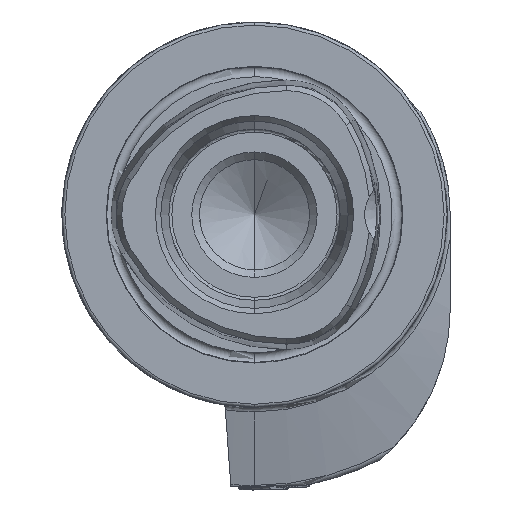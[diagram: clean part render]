
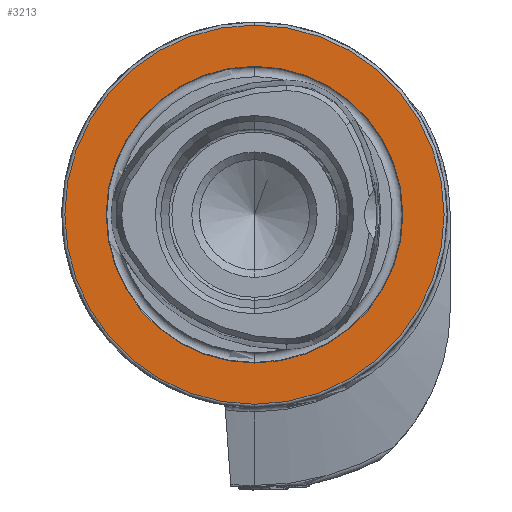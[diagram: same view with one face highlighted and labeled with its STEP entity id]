
A CAD part, left-side view. The second image highlights one B-rep face of the part: STEP entity #3213.
In plain terms, the highlighted planar face has unit normal (-1, 0, 0).
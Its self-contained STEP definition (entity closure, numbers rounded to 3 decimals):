
#59 = CARTESIAN_POINT ( 'NONE',  ( 0., 0., -24.25 ) ) ;
#89 = CARTESIAN_POINT ( 'NONE',  ( 0., 0., 0. ) ) ;
#282 = DIRECTION ( 'NONE',  ( 1., 0., 0. ) ) ;
#310 = CARTESIAN_POINT ( 'NONE',  ( 0., 0., 0. ) ) ;
#949 = DIRECTION ( 'NONE',  ( 0., 0., 1. ) ) ;
#1016 = FACE_BOUND ( 'NONE', #10794, .T. ) ;
#1157 = DIRECTION ( 'NONE',  ( 0., 0., 1. ) ) ;
#1360 = ORIENTED_EDGE ( 'NONE', *, *, #6396, .F. ) ;
#2469 = CARTESIAN_POINT ( 'NONE',  ( 0., 0., 0. ) ) ;
#2784 = VERTEX_POINT ( 'NONE', #3015 ) ;
#3015 = CARTESIAN_POINT ( 'NONE',  ( 0., 0., 31. ) ) ;
#3213 = ADVANCED_FACE ( 'NONE', ( #1016, #9702 ), #5310, .F. ) ;
#3322 = DIRECTION ( 'NONE',  ( 0., 0., 1. ) ) ;
#3386 = ORIENTED_EDGE ( 'NONE', *, *, #9986, .T. ) ;
#3470 = CIRCLE ( 'NONE', #4074, 31. ) ;
#3548 = AXIS2_PLACEMENT_3D ( 'NONE', #310, #6190, #1157 ) ;
#3568 = CARTESIAN_POINT ( 'NONE',  ( 0., 0., 24.25 ) ) ;
#3782 = CARTESIAN_POINT ( 'NONE',  ( 0., 0., 0. ) ) ;
#3783 = EDGE_CURVE ( 'NONE', #8952, #10810, #6014, .T. ) ;
#3922 = CIRCLE ( 'NONE', #8222, 24.25 ) ;
#3952 = CIRCLE ( 'NONE', #3548, 31. ) ;
#4074 = AXIS2_PLACEMENT_3D ( 'NONE', #89, #5996, #949 ) ;
#4333 = EDGE_CURVE ( 'NONE', #9683, #2784, #3952, .T. ) ;
#4380 = ORIENTED_EDGE ( 'NONE', *, *, #3783, .F. ) ;
#4653 = DIRECTION ( 'NONE',  ( 0., 0., 1. ) ) ;
#5310 = PLANE ( 'NONE',  #6286 ) ;
#5678 = AXIS2_PLACEMENT_3D ( 'NONE', #3782, #9685, #4653 ) ;
#5996 = DIRECTION ( 'NONE',  ( -1., 0., 0. ) ) ;
#6014 = CIRCLE ( 'NONE', #5678, 24.25 ) ;
#6164 = DIRECTION ( 'NONE',  ( 0., 0., -1. ) ) ;
#6190 = DIRECTION ( 'NONE',  ( -1., 0., 0. ) ) ;
#6286 = AXIS2_PLACEMENT_3D ( 'NONE', #10363, #282, #6164 ) ;
#6396 = EDGE_CURVE ( 'NONE', #10810, #8952, #3922, .T. ) ;
#6602 = ORIENTED_EDGE ( 'NONE', *, *, #4333, .T. ) ;
#8222 = AXIS2_PLACEMENT_3D ( 'NONE', #2469, #8343, #3322 ) ;
#8343 = DIRECTION ( 'NONE',  ( -1., 0., 0. ) ) ;
#8952 = VERTEX_POINT ( 'NONE', #3568 ) ;
#9572 = EDGE_LOOP ( 'NONE', ( #3386, #6602 ) ) ;
#9683 = VERTEX_POINT ( 'NONE', #9743 ) ;
#9685 = DIRECTION ( 'NONE',  ( -1., 0., 0. ) ) ;
#9702 = FACE_OUTER_BOUND ( 'NONE', #9572, .T. ) ;
#9743 = CARTESIAN_POINT ( 'NONE',  ( 0., 0., -31. ) ) ;
#9986 = EDGE_CURVE ( 'NONE', #2784, #9683, #3470, .T. ) ;
#10363 = CARTESIAN_POINT ( 'NONE',  ( 0., 24.25, 0. ) ) ;
#10794 = EDGE_LOOP ( 'NONE', ( #4380, #1360 ) ) ;
#10810 = VERTEX_POINT ( 'NONE', #59 ) ;
